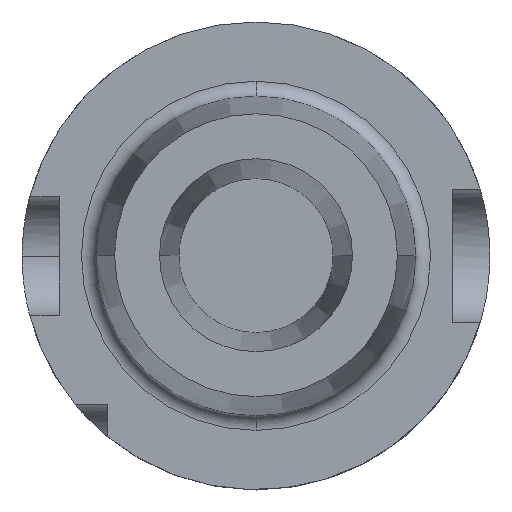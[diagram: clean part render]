
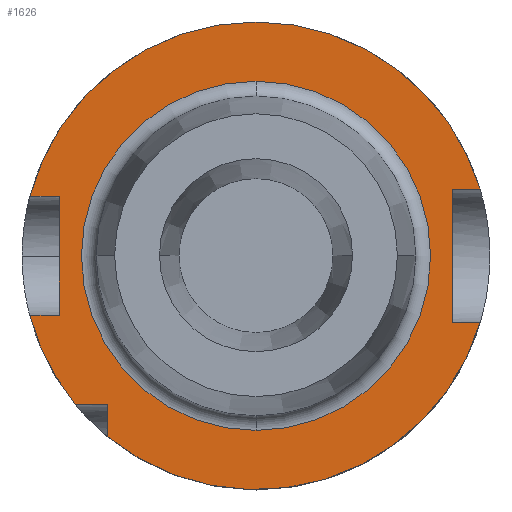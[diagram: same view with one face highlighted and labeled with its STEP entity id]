
A CAD part, top view. The second image highlights one B-rep face of the part: STEP entity #1626.
In plain terms, the highlighted planar face has unit normal (0, 0, 1).
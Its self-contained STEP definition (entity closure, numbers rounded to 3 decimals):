
#9 = EDGE_CURVE ( 'NONE', #900, #2277, #3693, .T. ) ;
#21 = DIRECTION ( 'NONE',  ( 0., 0., -1. ) ) ;
#26 = VERTEX_POINT ( 'NONE', #3173 ) ;
#37 = VECTOR ( 'NONE', #2422, 1000. ) ;
#69 = EDGE_CURVE ( 'NONE', #2732, #891, #1364, .T. ) ;
#96 = CIRCLE ( 'NONE', #1224, 31.5 ) ;
#126 = CARTESIAN_POINT ( 'NONE',  ( 0., 0., 26. ) ) ;
#168 = DIRECTION ( 'NONE',  ( 0., 0., 1. ) ) ;
#180 = DIRECTION ( 'NONE',  ( 0., -1., 0. ) ) ;
#224 = CARTESIAN_POINT ( 'NONE',  ( -30.467, 8., 26. ) ) ;
#233 = CARTESIAN_POINT ( 'NONE',  ( 0., -9., 26. ) ) ;
#238 = DIRECTION ( 'NONE',  ( 0., 1., 0. ) ) ;
#268 = DIRECTION ( 'NONE',  ( 0., 1., 0. ) ) ;
#311 = CARTESIAN_POINT ( 'NONE',  ( -26.5, -8., 26. ) ) ;
#387 = CARTESIAN_POINT ( 'NONE',  ( 26.5, 0., 26. ) ) ;
#425 = DIRECTION ( 'NONE',  ( 0., 1., 0. ) ) ;
#472 = VECTOR ( 'NONE', #3515, 1000. ) ;
#493 = DIRECTION ( 'NONE',  ( 0., 0., -1. ) ) ;
#494 = ORIENTED_EDGE ( 'NONE', *, *, #3682, .F. ) ;
#545 = CARTESIAN_POINT ( 'NONE',  ( 0., 31.5, 26. ) ) ;
#552 = ORIENTED_EDGE ( 'NONE', *, *, #1215, .T. ) ;
#628 = VERTEX_POINT ( 'NONE', #545 ) ;
#698 = AXIS2_PLACEMENT_3D ( 'NONE', #3680, #1928, #180 ) ;
#704 = VECTOR ( 'NONE', #2036, 1000. ) ;
#712 = ORIENTED_EDGE ( 'NONE', *, *, #2757, .T. ) ;
#730 = LINE ( 'NONE', #1029, #1419 ) ;
#777 = CARTESIAN_POINT ( 'NONE',  ( 30.187, 9., 26. ) ) ;
#804 = CARTESIAN_POINT ( 'NONE',  ( 0., 8., 26. ) ) ;
#825 = LINE ( 'NONE', #387, #37 ) ;
#874 = EDGE_CURVE ( 'NONE', #936, #1311, #2310, .T. ) ;
#891 = VERTEX_POINT ( 'NONE', #2527 ) ;
#900 = VERTEX_POINT ( 'NONE', #2996 ) ;
#905 = ORIENTED_EDGE ( 'NONE', *, *, #69, .F. ) ;
#913 = EDGE_CURVE ( 'NONE', #3592, #628, #3772, .T. ) ;
#936 = VERTEX_POINT ( 'NONE', #2956 ) ;
#1029 = CARTESIAN_POINT ( 'NONE',  ( -26.5, 0., 26. ) ) ;
#1033 = VECTOR ( 'NONE', #1085, 1000. ) ;
#1085 = DIRECTION ( 'NONE',  ( -1., 0., 0. ) ) ;
#1123 = VERTEX_POINT ( 'NONE', #1160 ) ;
#1146 = VERTEX_POINT ( 'NONE', #2336 ) ;
#1160 = CARTESIAN_POINT ( 'NONE',  ( 0., 23.516, 26. ) ) ;
#1184 = ORIENTED_EDGE ( 'NONE', *, *, #2667, .T. ) ;
#1215 = EDGE_CURVE ( 'NONE', #3511, #1665, #1473, .T. ) ;
#1224 = AXIS2_PLACEMENT_3D ( 'NONE', #3741, #1993, #238 ) ;
#1246 = CIRCLE ( 'NONE', #1606, 31.5 ) ;
#1311 = VERTEX_POINT ( 'NONE', #311 ) ;
#1340 = CARTESIAN_POINT ( 'NONE',  ( 26.5, 9., 26. ) ) ;
#1364 = LINE ( 'NONE', #2123, #2053 ) ;
#1400 = CARTESIAN_POINT ( 'NONE',  ( -24.336, -20., 26. ) ) ;
#1419 = VECTOR ( 'NONE', #1616, 1000. ) ;
#1431 = ORIENTED_EDGE ( 'NONE', *, *, #2291, .F. ) ;
#1439 = CIRCLE ( 'NONE', #2080, 31.5 ) ;
#1473 = LINE ( 'NONE', #2918, #704 ) ;
#1516 = VECTOR ( 'NONE', #2513, 1000. ) ;
#1524 = EDGE_CURVE ( 'NONE', #3638, #936, #1439, .T. ) ;
#1606 = AXIS2_PLACEMENT_3D ( 'NONE', #3767, #2019, #268 ) ;
#1614 = ORIENTED_EDGE ( 'NONE', *, *, #9, .T. ) ;
#1616 = DIRECTION ( 'NONE',  ( 0., 1., 0. ) ) ;
#1626 = ADVANCED_FACE ( 'NONE', ( #2712, #1932 ), #2794, .T. ) ;
#1665 = VERTEX_POINT ( 'NONE', #777 ) ;
#1734 = EDGE_CURVE ( 'NONE', #900, #2732, #96, .T. ) ;
#1738 = AXIS2_PLACEMENT_3D ( 'NONE', #1764, #21, #2061 ) ;
#1754 = CARTESIAN_POINT ( 'NONE',  ( 0., -20., 26. ) ) ;
#1764 = CARTESIAN_POINT ( 'NONE',  ( 0., 0., 26. ) ) ;
#1798 = EDGE_LOOP ( 'NONE', ( #3641, #712 ) ) ;
#1928 = DIRECTION ( 'NONE',  ( 0., 0., -1. ) ) ;
#1932 = FACE_OUTER_BOUND ( 'NONE', #3692, .T. ) ;
#1993 = DIRECTION ( 'NONE',  ( 0., 0., -1. ) ) ;
#2019 = DIRECTION ( 'NONE',  ( 0., 0., -1. ) ) ;
#2036 = DIRECTION ( 'NONE',  ( 1., 0., 0. ) ) ;
#2053 = VECTOR ( 'NONE', #3273, 1000. ) ;
#2061 = DIRECTION ( 'NONE',  ( 0., 1., 0. ) ) ;
#2080 = AXIS2_PLACEMENT_3D ( 'NONE', #126, #2171, #425 ) ;
#2123 = CARTESIAN_POINT ( 'NONE',  ( -20., 0., 26. ) ) ;
#2171 = DIRECTION ( 'NONE',  ( 0., 0., -1. ) ) ;
#2213 = DIRECTION ( 'NONE',  ( 0., -1., 0. ) ) ;
#2240 = CARTESIAN_POINT ( 'NONE',  ( 0., 0., 26. ) ) ;
#2270 = DIRECTION ( 'NONE',  ( -1., 0., 0. ) ) ;
#2277 = VERTEX_POINT ( 'NONE', #3212 ) ;
#2291 = EDGE_CURVE ( 'NONE', #891, #3638, #3576, .T. ) ;
#2310 = LINE ( 'NONE', #2834, #1516 ) ;
#2336 = CARTESIAN_POINT ( 'NONE',  ( 0., -23.516, 26. ) ) ;
#2422 = DIRECTION ( 'NONE',  ( 0., 1., 0. ) ) ;
#2511 = ORIENTED_EDGE ( 'NONE', *, *, #1734, .F. ) ;
#2513 = DIRECTION ( 'NONE',  ( 1., 0., 0. ) ) ;
#2527 = CARTESIAN_POINT ( 'NONE',  ( -20., -20., 26. ) ) ;
#2533 = DIRECTION ( 'NONE',  ( 0., -1., 0. ) ) ;
#2606 = LINE ( 'NONE', #804, #1033 ) ;
#2667 = EDGE_CURVE ( 'NONE', #2277, #3511, #825, .T. ) ;
#2712 = FACE_BOUND ( 'NONE', #1798, .T. ) ;
#2718 = EDGE_CURVE ( 'NONE', #1311, #26, #730, .T. ) ;
#2732 = VERTEX_POINT ( 'NONE', #3087 ) ;
#2757 = EDGE_CURVE ( 'NONE', #1123, #1146, #2979, .T. ) ;
#2783 = CIRCLE ( 'NONE', #3060, 23.516 ) ;
#2794 = PLANE ( 'NONE',  #3648 ) ;
#2834 = CARTESIAN_POINT ( 'NONE',  ( 0., -8., 26. ) ) ;
#2918 = CARTESIAN_POINT ( 'NONE',  ( 0., 9., 26. ) ) ;
#2936 = VECTOR ( 'NONE', #2270, 1000. ) ;
#2956 = CARTESIAN_POINT ( 'NONE',  ( -30.467, -8., 26. ) ) ;
#2972 = ORIENTED_EDGE ( 'NONE', *, *, #1524, .F. ) ;
#2979 = CIRCLE ( 'NONE', #698, 23.516 ) ;
#2996 = CARTESIAN_POINT ( 'NONE',  ( 30.187, -9., 26. ) ) ;
#3060 = AXIS2_PLACEMENT_3D ( 'NONE', #2240, #493, #2533 ) ;
#3087 = CARTESIAN_POINT ( 'NONE',  ( -20., -24.336, 26. ) ) ;
#3115 = ORIENTED_EDGE ( 'NONE', *, *, #913, .F. ) ;
#3173 = CARTESIAN_POINT ( 'NONE',  ( -26.5, 8., 26. ) ) ;
#3212 = CARTESIAN_POINT ( 'NONE',  ( 26.5, -9., 26. ) ) ;
#3273 = DIRECTION ( 'NONE',  ( 0., 1., 0. ) ) ;
#3318 = ORIENTED_EDGE ( 'NONE', *, *, #3566, .F. ) ;
#3354 = ORIENTED_EDGE ( 'NONE', *, *, #2718, .F. ) ;
#3511 = VERTEX_POINT ( 'NONE', #1340 ) ;
#3515 = DIRECTION ( 'NONE',  ( -1., 0., 0. ) ) ;
#3532 = EDGE_CURVE ( 'NONE', #1146, #1123, #2783, .T. ) ;
#3566 = EDGE_CURVE ( 'NONE', #26, #3592, #2606, .T. ) ;
#3576 = LINE ( 'NONE', #1754, #472 ) ;
#3589 = ORIENTED_EDGE ( 'NONE', *, *, #874, .F. ) ;
#3592 = VERTEX_POINT ( 'NONE', #224 ) ;
#3638 = VERTEX_POINT ( 'NONE', #1400 ) ;
#3641 = ORIENTED_EDGE ( 'NONE', *, *, #3532, .T. ) ;
#3648 = AXIS2_PLACEMENT_3D ( 'NONE', #3658, #168, #2213 ) ;
#3658 = CARTESIAN_POINT ( 'NONE',  ( 0., 0., 26. ) ) ;
#3680 = CARTESIAN_POINT ( 'NONE',  ( 0., 0., 26. ) ) ;
#3682 = EDGE_CURVE ( 'NONE', #628, #1665, #1246, .T. ) ;
#3692 = EDGE_LOOP ( 'NONE', ( #1431, #905, #2511, #1614, #1184, #552, #494, #3115, #3318, #3354, #3589, #2972 ) ) ;
#3693 = LINE ( 'NONE', #233, #2936 ) ;
#3741 = CARTESIAN_POINT ( 'NONE',  ( 0., 0., 26. ) ) ;
#3767 = CARTESIAN_POINT ( 'NONE',  ( 0., 0., 26. ) ) ;
#3772 = CIRCLE ( 'NONE', #1738, 31.5 ) ;
